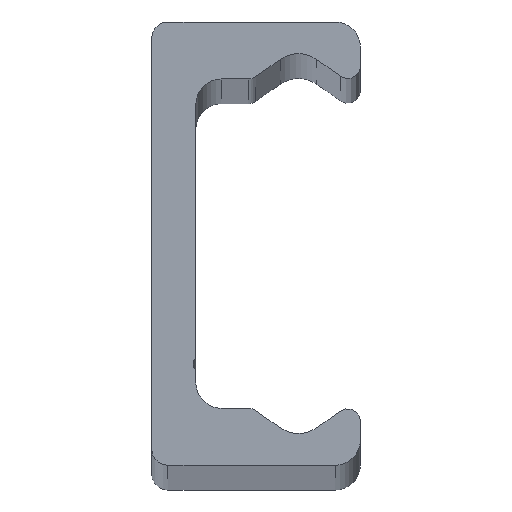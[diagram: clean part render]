
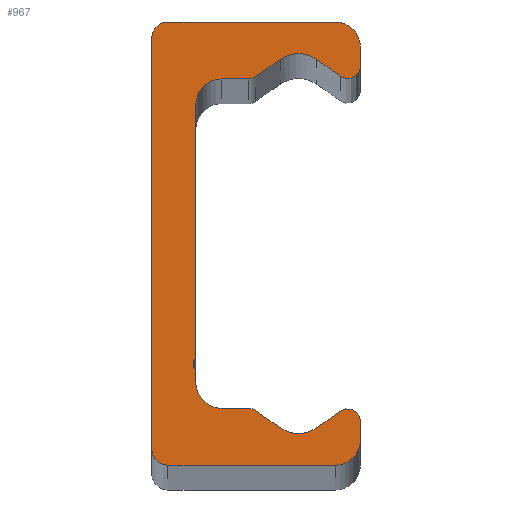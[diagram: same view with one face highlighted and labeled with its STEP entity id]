
A CAD part, top view. The second image highlights one B-rep face of the part: STEP entity #967.
In plain terms, the highlighted planar face has unit normal (0, 0, 1).
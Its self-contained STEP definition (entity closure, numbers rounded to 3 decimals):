
#34=VECTOR('',#1234,1.);
#39=VECTOR('',#1246,1.);
#43=VECTOR('',#1257,1.);
#47=VECTOR('',#1268,1.);
#51=VECTOR('',#1279,1.);
#55=VECTOR('',#1290,1.);
#59=VECTOR('',#1301,1.);
#63=VECTOR('',#1312,1.);
#67=VECTOR('',#1323,1.);
#71=VECTOR('',#1334,1.);
#75=VECTOR('',#1345,1.);
#79=VECTOR('',#1356,1.);
#83=VECTOR('',#1367,1.);
#86=LINE('',#1491,#34);
#91=LINE('',#1506,#39);
#95=LINE('',#1518,#43);
#99=LINE('',#1530,#47);
#103=LINE('',#1542,#51);
#107=LINE('',#1554,#55);
#111=LINE('',#1566,#59);
#115=LINE('',#1578,#63);
#119=LINE('',#1590,#67);
#123=LINE('',#1602,#71);
#127=LINE('',#1614,#75);
#131=LINE('',#1626,#79);
#135=LINE('',#1638,#83);
#151=PLANE('',#1091);
#209=VERTEX_POINT('',#1492);
#210=VERTEX_POINT('',#1493);
#213=VERTEX_POINT('',#1501);
#215=VERTEX_POINT('',#1507);
#217=VERTEX_POINT('',#1513);
#219=VERTEX_POINT('',#1519);
#221=VERTEX_POINT('',#1525);
#223=VERTEX_POINT('',#1531);
#225=VERTEX_POINT('',#1537);
#227=VERTEX_POINT('',#1543);
#229=VERTEX_POINT('',#1549);
#231=VERTEX_POINT('',#1555);
#233=VERTEX_POINT('',#1561);
#235=VERTEX_POINT('',#1567);
#237=VERTEX_POINT('',#1573);
#239=VERTEX_POINT('',#1579);
#241=VERTEX_POINT('',#1585);
#243=VERTEX_POINT('',#1591);
#245=VERTEX_POINT('',#1597);
#247=VERTEX_POINT('',#1603);
#249=VERTEX_POINT('',#1609);
#251=VERTEX_POINT('',#1615);
#253=VERTEX_POINT('',#1621);
#255=VERTEX_POINT('',#1627);
#257=VERTEX_POINT('',#1633);
#259=VERTEX_POINT('',#1639);
#303=CIRCLE('',#1041,2.);
#305=CIRCLE('',#1045,1.);
#307=CIRCLE('',#1049,2.5);
#309=CIRCLE('',#1053,1.);
#311=CIRCLE('',#1057,2.);
#313=CIRCLE('',#1061,0.5);
#315=CIRCLE('',#1065,2.);
#317=CIRCLE('',#1069,1.);
#319=CIRCLE('',#1073,2.5);
#321=CIRCLE('',#1077,1.);
#323=CIRCLE('',#1081,2.);
#325=CIRCLE('',#1085,1.3);
#327=CIRCLE('',#1089,1.3);
#371=EDGE_CURVE('',#209,#210,#86,.T.);
#375=EDGE_CURVE('',#210,#213,#303,.T.);
#378=EDGE_CURVE('',#213,#215,#91,.T.);
#381=EDGE_CURVE('',#215,#217,#305,.T.);
#384=EDGE_CURVE('',#217,#219,#95,.T.);
#387=EDGE_CURVE('',#219,#221,#307,.T.);
#390=EDGE_CURVE('',#221,#223,#99,.T.);
#393=EDGE_CURVE('',#223,#225,#309,.T.);
#396=EDGE_CURVE('',#225,#227,#103,.T.);
#399=EDGE_CURVE('',#227,#229,#311,.T.);
#402=EDGE_CURVE('',#229,#231,#107,.T.);
#405=EDGE_CURVE('',#231,#233,#313,.T.);
#408=EDGE_CURVE('',#233,#235,#111,.T.);
#411=EDGE_CURVE('',#235,#237,#315,.T.);
#414=EDGE_CURVE('',#237,#239,#115,.T.);
#417=EDGE_CURVE('',#239,#241,#317,.T.);
#420=EDGE_CURVE('',#241,#243,#119,.T.);
#423=EDGE_CURVE('',#243,#245,#319,.T.);
#426=EDGE_CURVE('',#245,#247,#123,.T.);
#429=EDGE_CURVE('',#247,#249,#321,.T.);
#432=EDGE_CURVE('',#249,#251,#127,.T.);
#435=EDGE_CURVE('',#251,#253,#323,.T.);
#438=EDGE_CURVE('',#253,#255,#131,.T.);
#441=EDGE_CURVE('',#255,#257,#325,.T.);
#444=EDGE_CURVE('',#257,#259,#135,.T.);
#447=EDGE_CURVE('',#259,#209,#327,.T.);
#637=ORIENTED_EDGE('',*,*,#371,.F.);
#638=ORIENTED_EDGE('',*,*,#447,.F.);
#639=ORIENTED_EDGE('',*,*,#444,.F.);
#640=ORIENTED_EDGE('',*,*,#441,.F.);
#641=ORIENTED_EDGE('',*,*,#438,.F.);
#642=ORIENTED_EDGE('',*,*,#435,.F.);
#643=ORIENTED_EDGE('',*,*,#432,.F.);
#644=ORIENTED_EDGE('',*,*,#429,.F.);
#645=ORIENTED_EDGE('',*,*,#426,.F.);
#646=ORIENTED_EDGE('',*,*,#423,.F.);
#647=ORIENTED_EDGE('',*,*,#420,.F.);
#648=ORIENTED_EDGE('',*,*,#417,.F.);
#649=ORIENTED_EDGE('',*,*,#414,.F.);
#650=ORIENTED_EDGE('',*,*,#411,.F.);
#651=ORIENTED_EDGE('',*,*,#408,.F.);
#652=ORIENTED_EDGE('',*,*,#405,.F.);
#653=ORIENTED_EDGE('',*,*,#402,.F.);
#654=ORIENTED_EDGE('',*,*,#399,.F.);
#655=ORIENTED_EDGE('',*,*,#396,.F.);
#656=ORIENTED_EDGE('',*,*,#393,.F.);
#657=ORIENTED_EDGE('',*,*,#390,.F.);
#658=ORIENTED_EDGE('',*,*,#387,.F.);
#659=ORIENTED_EDGE('',*,*,#384,.F.);
#660=ORIENTED_EDGE('',*,*,#381,.F.);
#661=ORIENTED_EDGE('',*,*,#378,.F.);
#662=ORIENTED_EDGE('',*,*,#375,.F.);
#799=EDGE_LOOP('',(#637,#638,#639,#640,#641,#642,#643,#644,#645,#646,#647,
#648,#649,#650,#651,#652,#653,#654,#655,#656,#657,#658,#659,#660,#661,#662));
#911=FACE_BOUND('',#799,.T.);
#967=ADVANCED_FACE('',(#911),#151,.T.);
#1041=AXIS2_PLACEMENT_3D('',#1500,#1240,#1241);
#1045=AXIS2_PLACEMENT_3D('',#1512,#1251,#1252);
#1049=AXIS2_PLACEMENT_3D('',#1524,#1262,#1263);
#1053=AXIS2_PLACEMENT_3D('',#1536,#1273,#1274);
#1057=AXIS2_PLACEMENT_3D('',#1548,#1284,#1285);
#1061=AXIS2_PLACEMENT_3D('',#1560,#1295,#1296);
#1065=AXIS2_PLACEMENT_3D('',#1572,#1306,#1307);
#1069=AXIS2_PLACEMENT_3D('',#1584,#1317,#1318);
#1073=AXIS2_PLACEMENT_3D('',#1596,#1328,#1329);
#1077=AXIS2_PLACEMENT_3D('',#1608,#1339,#1340);
#1081=AXIS2_PLACEMENT_3D('',#1620,#1350,#1351);
#1085=AXIS2_PLACEMENT_3D('',#1632,#1361,#1362);
#1089=AXIS2_PLACEMENT_3D('',#1644,#1372,#1373);
#1091=AXIS2_PLACEMENT_3D('',#1646,#1376,$);
#1234=DIRECTION('',(1.,0.,0.));
#1240=DIRECTION('',(0.,0.,-1.));
#1241=DIRECTION('',(2.,0.,0.));
#1246=DIRECTION('',(0.,-1.,0.));
#1251=DIRECTION('',(0.,0.,-1.));
#1252=DIRECTION('',(1.,0.,0.));
#1257=DIRECTION('',(-0.819,0.574,0.));
#1262=DIRECTION('',(0.,0.,1.));
#1263=DIRECTION('',(2.5,0.,0.));
#1268=DIRECTION('',(-0.819,-0.574,0.));
#1273=DIRECTION('',(0.,0.,-1.));
#1274=DIRECTION('',(1.,0.,0.));
#1279=DIRECTION('',(-1.,0.,0.));
#1284=DIRECTION('',(0.,0.,1.));
#1285=DIRECTION('',(2.,0.,0.));
#1290=DIRECTION('',(0.,-1.,0.));
#1295=DIRECTION('',(0.,0.,1.));
#1296=DIRECTION('',(0.5,0.,0.));
#1301=DIRECTION('',(0.,-1.,0.));
#1306=DIRECTION('',(0.,0.,1.));
#1307=DIRECTION('',(2.,0.,0.));
#1312=DIRECTION('',(1.,0.,0.));
#1317=DIRECTION('',(0.,0.,-1.));
#1318=DIRECTION('',(1.,0.,0.));
#1323=DIRECTION('',(0.819,-0.574,0.));
#1328=DIRECTION('',(0.,0.,1.));
#1329=DIRECTION('',(2.5,0.,0.));
#1334=DIRECTION('',(0.819,0.574,0.));
#1339=DIRECTION('',(0.,0.,-1.));
#1340=DIRECTION('',(1.,0.,0.));
#1345=DIRECTION('',(0.,-1.,0.));
#1350=DIRECTION('',(0.,0.,-1.));
#1351=DIRECTION('',(2.,0.,0.));
#1356=DIRECTION('',(-1.,0.,0.));
#1361=DIRECTION('',(0.,0.,-1.));
#1362=DIRECTION('',(1.3,0.,0.));
#1367=DIRECTION('',(0.,1.,0.));
#1372=DIRECTION('',(0.,0.,-1.));
#1373=DIRECTION('',(1.3,0.,0.));
#1376=DIRECTION('',(0.,0.,1.));
#1491=CARTESIAN_POINT('',(14.5,17.5,1120.));
#1492=CARTESIAN_POINT('',(1.3,17.5,1120.));
#1493=CARTESIAN_POINT('',(14.5,17.5,1120.));
#1500=CARTESIAN_POINT('',(14.5,15.5,1120.));
#1501=CARTESIAN_POINT('',(16.5,15.5,1120.));
#1506=CARTESIAN_POINT('',(16.5,14.042,1120.));
#1507=CARTESIAN_POINT('',(16.5,14.042,1120.));
#1512=CARTESIAN_POINT('',(15.5,14.042,1120.));
#1513=CARTESIAN_POINT('',(14.926,13.223,1120.));
#1518=CARTESIAN_POINT('',(13.034,14.548,1120.));
#1519=CARTESIAN_POINT('',(13.034,14.548,1120.));
#1524=CARTESIAN_POINT('',(11.6,12.5,1120.));
#1525=CARTESIAN_POINT('',(10.166,14.548,1120.));
#1530=CARTESIAN_POINT('',(8.214,13.181,1120.));
#1531=CARTESIAN_POINT('',(8.214,13.181,1120.));
#1536=CARTESIAN_POINT('',(7.64,14.,1120.));
#1537=CARTESIAN_POINT('',(7.64,13.,1120.));
#1542=CARTESIAN_POINT('',(5.5,13.,1120.));
#1543=CARTESIAN_POINT('',(5.5,13.,1120.));
#1548=CARTESIAN_POINT('',(5.5,11.,1120.));
#1549=CARTESIAN_POINT('',(3.5,11.,1120.));
#1554=CARTESIAN_POINT('',(3.5,-9.067,1120.));
#1555=CARTESIAN_POINT('',(3.5,-9.067,1120.));
#1560=CARTESIAN_POINT('',(3.75,-9.5,1120.));
#1561=CARTESIAN_POINT('',(3.5,-9.933,1120.));
#1566=CARTESIAN_POINT('',(3.5,-11.,1120.));
#1567=CARTESIAN_POINT('',(3.5,-11.,1120.));
#1572=CARTESIAN_POINT('',(5.5,-11.,1120.));
#1573=CARTESIAN_POINT('',(5.5,-13.,1120.));
#1578=CARTESIAN_POINT('',(7.64,-13.,1120.));
#1579=CARTESIAN_POINT('',(7.64,-13.,1120.));
#1584=CARTESIAN_POINT('',(7.64,-14.,1120.));
#1585=CARTESIAN_POINT('',(8.214,-13.181,1120.));
#1590=CARTESIAN_POINT('',(10.166,-14.548,1120.));
#1591=CARTESIAN_POINT('',(10.166,-14.548,1120.));
#1596=CARTESIAN_POINT('',(11.6,-12.5,1120.));
#1597=CARTESIAN_POINT('',(13.034,-14.548,1120.));
#1602=CARTESIAN_POINT('',(14.926,-13.223,1120.));
#1603=CARTESIAN_POINT('',(14.926,-13.223,1120.));
#1608=CARTESIAN_POINT('',(15.5,-14.042,1120.));
#1609=CARTESIAN_POINT('',(16.5,-14.042,1120.));
#1614=CARTESIAN_POINT('',(16.5,-15.5,1120.));
#1615=CARTESIAN_POINT('',(16.5,-15.5,1120.));
#1620=CARTESIAN_POINT('',(14.5,-15.5,1120.));
#1621=CARTESIAN_POINT('',(14.5,-17.5,1120.));
#1626=CARTESIAN_POINT('',(1.3,-17.5,1120.));
#1627=CARTESIAN_POINT('',(1.3,-17.5,1120.));
#1632=CARTESIAN_POINT('',(1.3,-16.2,1120.));
#1633=CARTESIAN_POINT('',(0.,-16.2,1120.));
#1638=CARTESIAN_POINT('',(0.,16.2,1120.));
#1639=CARTESIAN_POINT('',(0.,16.2,1120.));
#1644=CARTESIAN_POINT('',(1.3,16.2,1120.));
#1646=CARTESIAN_POINT('',(5.942,-0.014,1120.));
